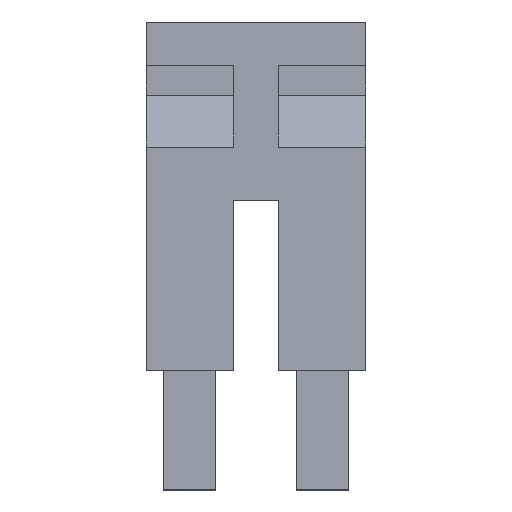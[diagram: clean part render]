
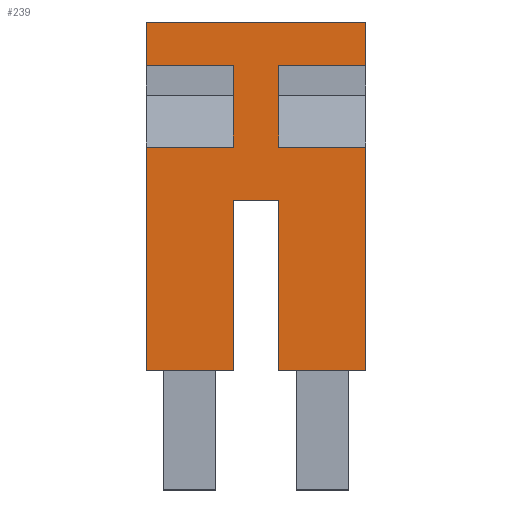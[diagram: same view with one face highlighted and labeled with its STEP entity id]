
A CAD part, top view. The second image highlights one B-rep face of the part: STEP entity #239.
In plain terms, the highlighted planar face has unit normal (0, 0, 1).
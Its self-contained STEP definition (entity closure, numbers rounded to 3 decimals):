
#239=ADVANCED_FACE('',(#310),#275,.T.);
#275=PLANE('',#928);
#310=FACE_OUTER_BOUND('',#346,.T.);
#346=EDGE_LOOP('',(#449,#450,#451,#452,#453,#454,#455,#456,#457,#458,#459,
#460,#461,#462,#463,#464));
#449=ORIENTED_EDGE('',*,*,#669,.T.);
#450=ORIENTED_EDGE('',*,*,#661,.T.);
#451=ORIENTED_EDGE('',*,*,#658,.T.);
#452=ORIENTED_EDGE('',*,*,#662,.T.);
#453=ORIENTED_EDGE('',*,*,#653,.F.);
#454=ORIENTED_EDGE('',*,*,#651,.T.);
#455=ORIENTED_EDGE('',*,*,#649,.F.);
#456=ORIENTED_EDGE('',*,*,#666,.T.);
#457=ORIENTED_EDGE('',*,*,#672,.T.);
#458=ORIENTED_EDGE('',*,*,#673,.T.);
#459=ORIENTED_EDGE('',*,*,#674,.F.);
#460=ORIENTED_EDGE('',*,*,#675,.T.);
#461=ORIENTED_EDGE('',*,*,#676,.F.);
#462=ORIENTED_EDGE('',*,*,#677,.T.);
#463=ORIENTED_EDGE('',*,*,#678,.T.);
#464=ORIENTED_EDGE('',*,*,#679,.F.);
#577=VERTEX_POINT('',#1175);
#578=VERTEX_POINT('',#1177);
#579=VERTEX_POINT('',#1181);
#580=VERTEX_POINT('',#1185);
#582=VERTEX_POINT('',#1190);
#584=VERTEX_POINT('',#1194);
#586=VERTEX_POINT('',#1199);
#588=VERTEX_POINT('',#1208);
#590=VERTEX_POINT('',#1213);
#592=VERTEX_POINT('',#1220);
#593=VERTEX_POINT('',#1224);
#594=VERTEX_POINT('',#1226);
#595=VERTEX_POINT('',#1228);
#596=VERTEX_POINT('',#1230);
#597=VERTEX_POINT('',#1232);
#598=VERTEX_POINT('',#1234);
#649=EDGE_CURVE('',#577,#578,#745,.T.);
#651=EDGE_CURVE('',#579,#578,#747,.T.);
#653=EDGE_CURVE('',#579,#580,#749,.T.);
#658=EDGE_CURVE('',#582,#584,#754,.T.);
#661=EDGE_CURVE('',#586,#582,#757,.T.);
#662=EDGE_CURVE('',#584,#580,#758,.T.);
#666=EDGE_CURVE('',#577,#588,#762,.T.);
#669=EDGE_CURVE('',#590,#586,#765,.T.);
#672=EDGE_CURVE('',#588,#592,#768,.T.);
#673=EDGE_CURVE('',#592,#593,#769,.T.);
#674=EDGE_CURVE('',#594,#593,#770,.T.);
#675=EDGE_CURVE('',#594,#595,#771,.T.);
#676=EDGE_CURVE('',#596,#595,#772,.T.);
#677=EDGE_CURVE('',#596,#597,#773,.T.);
#678=EDGE_CURVE('',#597,#598,#774,.T.);
#679=EDGE_CURVE('',#590,#598,#775,.T.);
#745=LINE('',#1176,#841);
#747=LINE('',#1180,#843);
#749=LINE('',#1184,#845);
#754=LINE('',#1195,#850);
#757=LINE('',#1201,#853);
#758=LINE('',#1203,#854);
#762=LINE('',#1209,#858);
#765=LINE('',#1215,#861);
#768=LINE('',#1221,#864);
#769=LINE('',#1223,#865);
#770=LINE('',#1225,#866);
#771=LINE('',#1227,#867);
#772=LINE('',#1229,#868);
#773=LINE('',#1231,#869);
#774=LINE('',#1233,#870);
#775=LINE('',#1235,#871);
#841=VECTOR('',#996,1.);
#843=VECTOR('',#1000,1.);
#845=VECTOR('',#1004,1.);
#850=VECTOR('',#1011,1.);
#853=VECTOR('',#1016,1.);
#854=VECTOR('',#1019,1.);
#858=VECTOR('',#1023,1.);
#861=VECTOR('',#1028,1.);
#864=VECTOR('',#1033,1.);
#865=VECTOR('',#1036,1.);
#866=VECTOR('',#1037,1.);
#867=VECTOR('',#1038,1.);
#868=VECTOR('',#1039,1.);
#869=VECTOR('',#1040,1.);
#870=VECTOR('',#1041,1.);
#871=VECTOR('',#1042,1.);
#928=AXIS2_PLACEMENT_3D('',#1236,#1043,#1044);
#996=DIRECTION('',(-1.,0.,0.));
#1000=DIRECTION('',(0.,1.,0.));
#1004=DIRECTION('',(1.,0.,0.));
#1011=DIRECTION('',(1.,0.,0.));
#1016=DIRECTION('',(0.,-1.,0.));
#1019=DIRECTION('',(0.,1.,0.));
#1023=DIRECTION('',(0.,1.,0.));
#1028=DIRECTION('',(1.,0.,0.));
#1033=DIRECTION('',(-1.,0.,0.));
#1036=DIRECTION('',(0.,-1.,0.));
#1037=DIRECTION('',(-1.,0.,0.));
#1038=DIRECTION('',(0.,-1.,0.));
#1039=DIRECTION('',(1.,0.,0.));
#1040=DIRECTION('',(0.,-1.,0.));
#1041=DIRECTION('',(1.,0.,0.));
#1042=DIRECTION('',(0.,-1.,0.));
#1043=DIRECTION('',(0.,0.,1.));
#1044=DIRECTION('',(-1.,0.,0.));
#1175=CARTESIAN_POINT('',(20.5,1.,2.));
#1176=CARTESIAN_POINT('',(35.3,1.,2.));
#1177=CARTESIAN_POINT('',(16.5,1.,2.));
#1180=CARTESIAN_POINT('',(16.5,0.,2.));
#1181=CARTESIAN_POINT('',(16.5,-2.747,2.));
#1184=CARTESIAN_POINT('',(6.1,-2.747,2.));
#1185=CARTESIAN_POINT('',(20.5,-2.747,2.));
#1190=CARTESIAN_POINT('',(16.5,-13.,2.));
#1194=CARTESIAN_POINT('',(20.5,-13.,2.));
#1195=CARTESIAN_POINT('',(16.8,-13.,2.));
#1199=CARTESIAN_POINT('',(16.5,-5.2,2.));
#1201=CARTESIAN_POINT('',(16.5,-13.,2.));
#1203=CARTESIAN_POINT('',(20.5,-5.2,2.));
#1208=CARTESIAN_POINT('',(20.5,3.,2.));
#1209=CARTESIAN_POINT('',(20.5,-5.2,2.));
#1213=CARTESIAN_POINT('',(14.4,-5.2,2.));
#1215=CARTESIAN_POINT('',(14.1,-5.2,2.));
#1220=CARTESIAN_POINT('',(10.4,3.,2.));
#1221=CARTESIAN_POINT('',(6.1,3.,2.));
#1223=CARTESIAN_POINT('',(10.4,0.,2.));
#1224=CARTESIAN_POINT('',(10.4,1.,2.));
#1225=CARTESIAN_POINT('',(12.2,1.,2.));
#1226=CARTESIAN_POINT('',(14.4,1.,2.));
#1227=CARTESIAN_POINT('',(14.4,2.7,2.));
#1228=CARTESIAN_POINT('',(14.4,-2.747,2.));
#1229=CARTESIAN_POINT('',(12.2,-2.747,2.));
#1230=CARTESIAN_POINT('',(10.4,-2.747,2.));
#1231=CARTESIAN_POINT('',(10.4,1.,2.));
#1232=CARTESIAN_POINT('',(10.4,-13.,2.));
#1233=CARTESIAN_POINT('',(10.7,-13.,2.));
#1234=CARTESIAN_POINT('',(14.4,-13.,2.));
#1235=CARTESIAN_POINT('',(14.4,0.,2.));
#1236=CARTESIAN_POINT('',(6.1,0.,2.));
